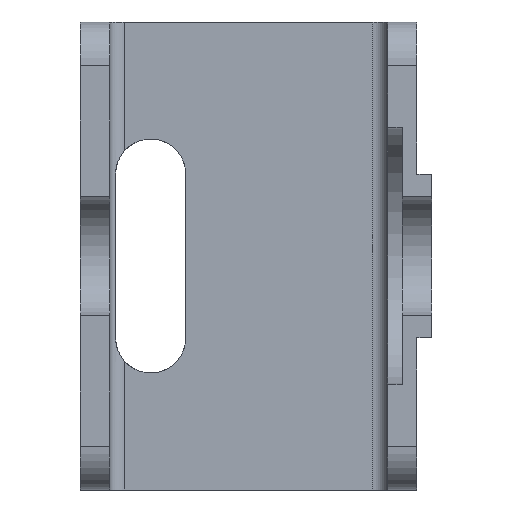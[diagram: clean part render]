
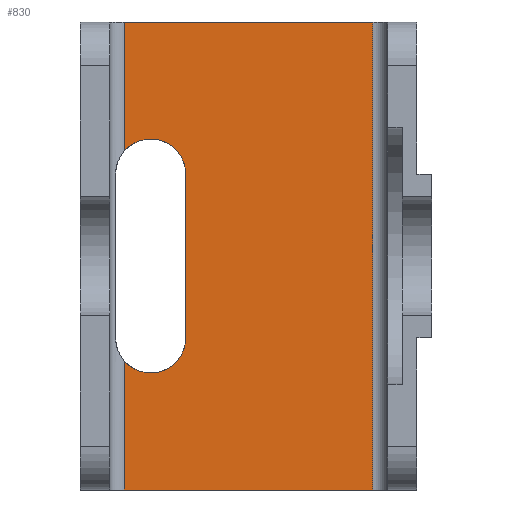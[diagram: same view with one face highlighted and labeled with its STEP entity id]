
A CAD part, front view. The second image highlights one B-rep face of the part: STEP entity #830.
In plain terms, the highlighted planar face has unit normal (0, -1, 0).
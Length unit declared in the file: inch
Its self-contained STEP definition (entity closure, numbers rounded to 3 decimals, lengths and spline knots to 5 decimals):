
#56=CIRCLE('',#916,0.15);
#57=CIRCLE('',#917,0.15);
#107=FACE_OUTER_BOUND('',#152,.T.);
#152=EDGE_LOOP('',(#708,#709,#710,#711,#712,#713,#714,#715));
#229=LINE('',#1339,#313);
#236=LINE('',#1362,#320);
#238=LINE('',#1369,#322);
#239=LINE('',#1373,#323);
#240=LINE('',#1376,#324);
#241=LINE('',#1377,#325);
#313=VECTOR('',#1089,0.3937);
#320=VECTOR('',#1116,0.3937);
#322=VECTOR('',#1124,0.3937);
#323=VECTOR('',#1127,0.3937);
#324=VECTOR('',#1130,0.3937);
#325=VECTOR('',#1131,0.3937);
#397=VERTEX_POINT('',#1336);
#398=VERTEX_POINT('',#1338);
#403=VERTEX_POINT('',#1359);
#404=VERTEX_POINT('',#1361);
#406=VERTEX_POINT('',#1368);
#407=VERTEX_POINT('',#1370);
#408=VERTEX_POINT('',#1372);
#409=VERTEX_POINT('',#1374);
#500=EDGE_CURVE('',#398,#397,#229,.T.);
#513=EDGE_CURVE('',#404,#403,#236,.T.);
#516=EDGE_CURVE('',#397,#406,#238,.T.);
#517=EDGE_CURVE('',#407,#406,#56,.T.);
#518=EDGE_CURVE('',#408,#407,#239,.T.);
#519=EDGE_CURVE('',#409,#408,#57,.T.);
#520=EDGE_CURVE('',#409,#404,#240,.T.);
#521=EDGE_CURVE('',#403,#398,#241,.T.);
#708=ORIENTED_EDGE('',*,*,#516,.T.);
#709=ORIENTED_EDGE('',*,*,#517,.F.);
#710=ORIENTED_EDGE('',*,*,#518,.F.);
#711=ORIENTED_EDGE('',*,*,#519,.F.);
#712=ORIENTED_EDGE('',*,*,#520,.T.);
#713=ORIENTED_EDGE('',*,*,#513,.T.);
#714=ORIENTED_EDGE('',*,*,#521,.T.);
#715=ORIENTED_EDGE('',*,*,#500,.T.);
#794=PLANE('',#915);
#830=ADVANCED_FACE('',(#107),#794,.F.);
#915=AXIS2_PLACEMENT_3D('',#1367,#1122,#1123);
#916=AXIS2_PLACEMENT_3D('',#1371,#1125,#1126);
#917=AXIS2_PLACEMENT_3D('',#1375,#1128,#1129);
#1089=DIRECTION('',(-1.,0.,0.));
#1116=DIRECTION('',(1.,0.,0.));
#1122=DIRECTION('center_axis',(0.,1.,0.));
#1123=DIRECTION('ref_axis',(-1.,0.,0.));
#1124=DIRECTION('',(0.,0.,-1.));
#1125=DIRECTION('center_axis',(0.,-1.,0.));
#1126=DIRECTION('ref_axis',(1.,0.,0.));
#1127=DIRECTION('',(0.,0.,1.));
#1128=DIRECTION('center_axis',(0.,-1.,0.));
#1129=DIRECTION('ref_axis',(-1.,0.,0.));
#1130=DIRECTION('',(0.,0.,-1.));
#1131=DIRECTION('',(0.,0.,1.));
#1336=CARTESIAN_POINT('',(1.1875,0.875,3.));
#1338=CARTESIAN_POINT('',(2.25,0.875,3.));
#1339=CARTESIAN_POINT('',(1.125,0.875,3.));
#1359=CARTESIAN_POINT('',(2.25,0.875,1.));
#1361=CARTESIAN_POINT('',(1.1875,0.875,1.));
#1362=CARTESIAN_POINT('',(1.6063,0.875,1.));
#1367=CARTESIAN_POINT('Origin',(1.875,0.875,0.));
#1368=CARTESIAN_POINT('',(1.1875,0.875,2.44922));
#1369=CARTESIAN_POINT('',(1.1875,0.875,-1.));
#1370=CARTESIAN_POINT('',(1.45,0.875,2.35));
#1371=CARTESIAN_POINT('Origin',(1.3,0.875,2.35));
#1372=CARTESIAN_POINT('',(1.45,0.875,1.65));
#1373=CARTESIAN_POINT('',(1.45,0.875,1.175));
#1374=CARTESIAN_POINT('',(1.1875,0.875,1.55078));
#1375=CARTESIAN_POINT('Origin',(1.3,0.875,1.65));
#1376=CARTESIAN_POINT('',(1.1875,0.875,0.));
#1377=CARTESIAN_POINT('',(2.25,0.875,-1.));
